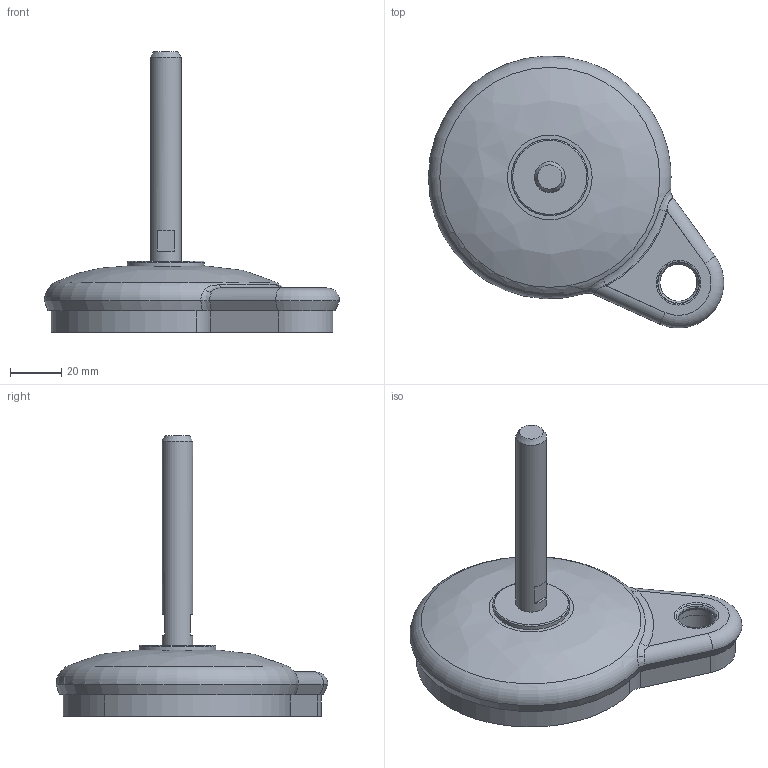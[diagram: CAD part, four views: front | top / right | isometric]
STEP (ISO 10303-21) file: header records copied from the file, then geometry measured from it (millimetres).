
FILE_DESCRIPTION(/* description */ ('STEP AP214'),/* implementation_level */ '2;1');
FILE_NAME(/* name */ 'P095ICM12X111.stp',/* time_stamp */ '2022-07-12T11:06:33+02:00',/* author */ ('stefan.nesic'),/* organization */ (' '),/* preprocessor_version */ 'ST-DEVELOPER v18.1',/* originating_system */ 'Autodesk Inventor 2021',/* authorisation */ ' ');
FILE_SCHEMA (('CONFIG_CONTROL_DESIGN'));
Length unit declared in the file: millimetre
Products named in the file (3): P095ICM12X111; Disegno1; 3201_3D
Assembly tree (2 placements, depth 2):
  P095ICM12X111
    Disegno1
    3201_3D
Bounding box: 115.49 x 106.33 x 109.83 mm (x, y, z)
Volume: 177353.7 mm3; surface area: 51617.7 mm2
Topology: 4 solids, 4 shells, 120 faces, 264 edges, 173 vertices
Faces by surface type: plane 42, cylinder 31, bspline 20, torus 20, cone 7
Full cylindrical faces by diameter (mm): 10 x1, 10.3 x2, 11 x1, 11.838 x1, 12 x1, 14.5 x3, 15.5 x1, 16 x1, 24.98 x1, 26.5 x2, 27.5 x1, 29 x1, 30 x1, 34.5 x1, 40.03 x1, 49.56 x1, 55.09 x1, 64.62 x1, 70.15 x1, 79.73 x1
Entity records: 5574 total; most frequent: CARTESIAN_POINT 2760, DIRECTION 592, ORIENTED_EDGE 528, EDGE_CURVE 264, AXIS2_PLACEMENT_3D 262, VERTEX_POINT 173, CIRCLE 152, EDGE_LOOP 149
